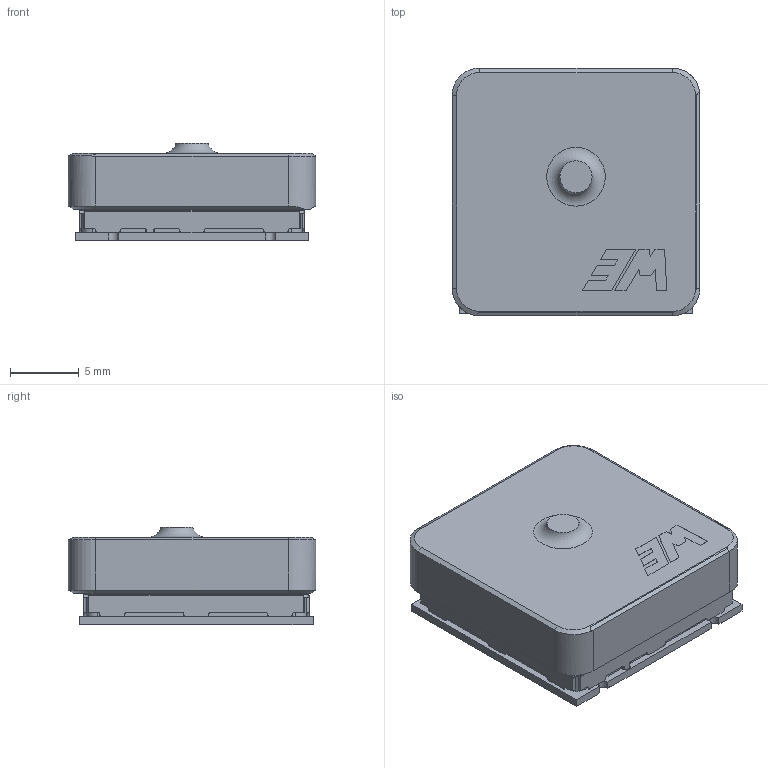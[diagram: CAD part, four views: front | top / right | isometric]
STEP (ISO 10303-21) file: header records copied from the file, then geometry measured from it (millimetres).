
FILE_DESCRIPTION(/* description */ ('Unknown'),/* implementation_level */ '2;1');
FILE_NAME(/* name */ '2614011037000',/* time_stamp */ '2020-02-21T09:44:58+01:00',/* author */ ('Unknown'),/* organization */ ('Unknown'),/* preprocessor_version */ 'ST-DEVELOPER v16.7',/* originating_system */ 'DEX',/* authorisation */ $);
FILE_SCHEMA (('AUTOMOTIVE_DESIGN {1 0 10303 214 3 1 1}'));
Length unit declared in the file: millimetre
Products named in the file (8): 2614011037000; Short pin; Assemblies; PCB; Case; RTV; Solder; Adhesive
Assembly tree (7 placements, depth 3):
  2614011037000
    Short pin
    Assemblies
      PCB
      Case
      RTV
    Solder
    Adhesive
Bounding box: 18 x 18 x 7.1 mm (x, y, z)
Volume: 1898.9 mm3; surface area: 3301.2 mm2
Topology: 6 solids, 6 shells, 602 faces, 1559 edges, 1034 vertices
Faces by surface type: plane 460, cylinder 130, cone 11, torus 1
Full cylindrical faces by diameter (mm): 0.686 x3, 0.85 x2, 0.991 x2, 1.321 x2, 4.2 x3
Entity records: 18469 total; most frequent: CARTESIAN_POINT 3328, ORIENTED_EDGE 3084, DIRECTION 3025, EDGE_CURVE 1542, LINE 1239, VECTOR 1239, VERTEX_POINT 1030, AXIS2_PLACEMENT_3D 893
